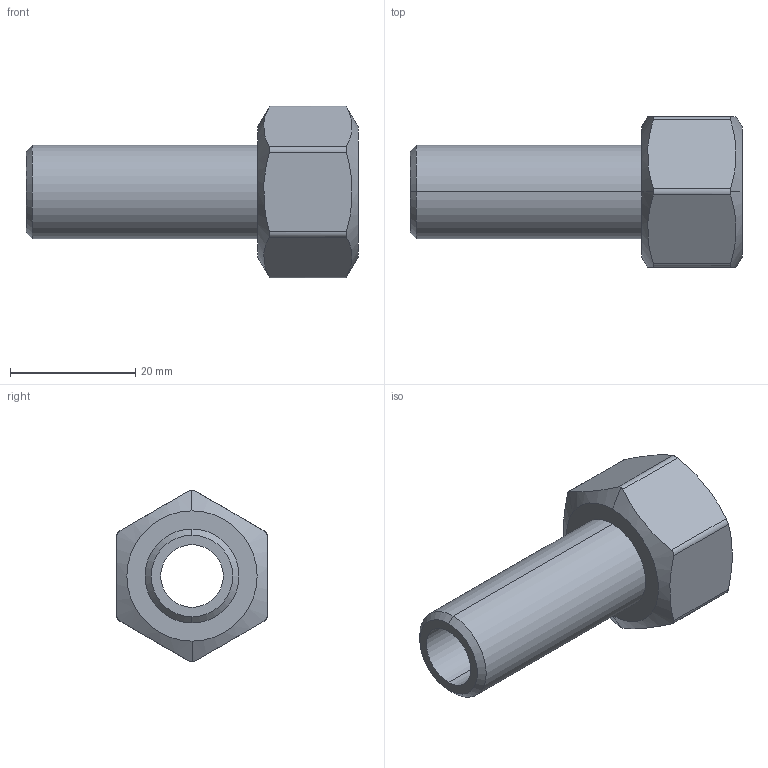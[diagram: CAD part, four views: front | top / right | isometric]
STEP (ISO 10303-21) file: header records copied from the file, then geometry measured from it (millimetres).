
FILE_DESCRIPTION (( 'STEP AP214' ), '1' );
FILE_NAME ('R237.015.038.STEP', '2019-10-24T13:45:37', ( '' ), ( '' ), 'SwSTEP 2.0', 'SolidWorks 2018', '' );
FILE_SCHEMA (( 'AUTOMOTIVE_DESIGN' ));
Length unit declared in the file: millimetre
Products named in the file (1): R237.015.038
Bounding box: 53 x 24 x 27.4 mm (x, y, z)
Volume: 8749 mm3; surface area: 5593.9 mm2
Topology: 1 solids, 1 shells, 29 faces, 71 edges, 46 vertices
Faces by surface type: cylinder 13, plane 10, cone 6
Entity records: 1051 total; most frequent: CARTESIAN_POINT 343, ORIENTED_EDGE 142, DIRECTION 121, EDGE_CURVE 71, AXIS2_PLACEMENT_3D 48, VERTEX_POINT 46, EDGE_LOOP 33, FACE_OUTER_BOUND 29
